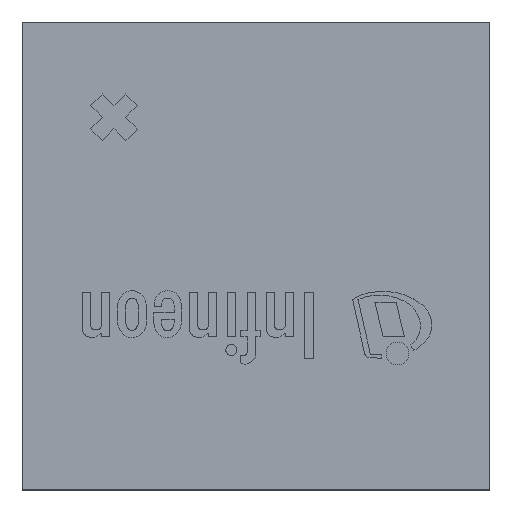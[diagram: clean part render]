
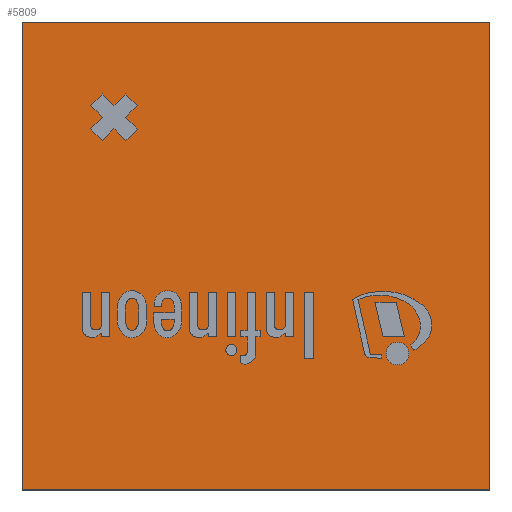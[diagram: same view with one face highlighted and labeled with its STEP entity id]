
A CAD part, top view. The second image highlights one B-rep face of the part: STEP entity #5809.
In plain terms, the highlighted planar face has unit normal (0, 0, 1).
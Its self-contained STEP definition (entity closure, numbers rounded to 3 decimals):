
#167=FACE_BOUND('',#758,.T.);
#393=FACE_OUTER_BOUND('',#757,.T.);
#757=EDGE_LOOP('',(#4647,#4648,#4649,#4650));
#758=EDGE_LOOP('',(#4651,#4652,#4653,#4654,#4655,#4656,#4657,#4658,#4659,
#4660,#4661,#4662));
#1332=LINE('',#8666,#2075);
#1336=LINE('',#8673,#2079);
#1339=LINE('',#8679,#2082);
#1342=LINE('',#8685,#2085);
#1345=LINE('',#8691,#2088);
#1348=LINE('',#8697,#2091);
#1351=LINE('',#8703,#2094);
#1354=LINE('',#8709,#2097);
#1357=LINE('',#8715,#2100);
#1360=LINE('',#8721,#2103);
#1363=LINE('',#8727,#2106);
#1365=LINE('',#8730,#2108);
#1368=LINE('',#8739,#2111);
#1371=LINE('',#8745,#2114);
#1374=LINE('',#8751,#2117);
#1377=LINE('',#8755,#2120);
#2075=VECTOR('',#7154,1.);
#2079=VECTOR('',#7160,1.);
#2082=VECTOR('',#7165,1.);
#2085=VECTOR('',#7170,1.);
#2088=VECTOR('',#7175,1.);
#2091=VECTOR('',#7180,1.);
#2094=VECTOR('',#7185,1.);
#2097=VECTOR('',#7190,1.);
#2100=VECTOR('',#7195,1.);
#2103=VECTOR('',#7200,1.);
#2106=VECTOR('',#7205,1.);
#2108=VECTOR('',#7209,1.);
#2111=VECTOR('',#7216,1.);
#2114=VECTOR('',#7221,1.);
#2117=VECTOR('',#7226,1.);
#2120=VECTOR('',#7231,1.);
#2672=VERTEX_POINT('',#8663);
#2673=VERTEX_POINT('',#8665);
#2675=VERTEX_POINT('',#8671);
#2677=VERTEX_POINT('',#8677);
#2679=VERTEX_POINT('',#8683);
#2681=VERTEX_POINT('',#8689);
#2683=VERTEX_POINT('',#8695);
#2685=VERTEX_POINT('',#8701);
#2687=VERTEX_POINT('',#8707);
#2689=VERTEX_POINT('',#8713);
#2691=VERTEX_POINT('',#8719);
#2693=VERTEX_POINT('',#8725);
#2696=VERTEX_POINT('',#8736);
#2697=VERTEX_POINT('',#8738);
#2699=VERTEX_POINT('',#8744);
#2701=VERTEX_POINT('',#8750);
#3344=EDGE_CURVE('',#2673,#2672,#1332,.T.);
#3348=EDGE_CURVE('',#2672,#2675,#1336,.T.);
#3351=EDGE_CURVE('',#2675,#2677,#1339,.T.);
#3354=EDGE_CURVE('',#2677,#2679,#1342,.T.);
#3357=EDGE_CURVE('',#2679,#2681,#1345,.T.);
#3360=EDGE_CURVE('',#2681,#2683,#1348,.T.);
#3363=EDGE_CURVE('',#2683,#2685,#1351,.T.);
#3366=EDGE_CURVE('',#2685,#2687,#1354,.T.);
#3369=EDGE_CURVE('',#2687,#2689,#1357,.T.);
#3372=EDGE_CURVE('',#2689,#2691,#1360,.T.);
#3375=EDGE_CURVE('',#2691,#2693,#1363,.T.);
#3377=EDGE_CURVE('',#2693,#2673,#1365,.T.);
#3380=EDGE_CURVE('',#2697,#2696,#1368,.T.);
#3383=EDGE_CURVE('',#2699,#2697,#1371,.T.);
#3386=EDGE_CURVE('',#2701,#2699,#1374,.T.);
#3389=EDGE_CURVE('',#2696,#2701,#1377,.T.);
#4647=ORIENTED_EDGE('',*,*,#3389,.T.);
#4648=ORIENTED_EDGE('',*,*,#3386,.T.);
#4649=ORIENTED_EDGE('',*,*,#3383,.T.);
#4650=ORIENTED_EDGE('',*,*,#3380,.T.);
#4651=ORIENTED_EDGE('',*,*,#3344,.T.);
#4652=ORIENTED_EDGE('',*,*,#3348,.T.);
#4653=ORIENTED_EDGE('',*,*,#3351,.T.);
#4654=ORIENTED_EDGE('',*,*,#3354,.T.);
#4655=ORIENTED_EDGE('',*,*,#3357,.T.);
#4656=ORIENTED_EDGE('',*,*,#3360,.T.);
#4657=ORIENTED_EDGE('',*,*,#3363,.T.);
#4658=ORIENTED_EDGE('',*,*,#3366,.T.);
#4659=ORIENTED_EDGE('',*,*,#3369,.T.);
#4660=ORIENTED_EDGE('',*,*,#3372,.T.);
#4661=ORIENTED_EDGE('',*,*,#3375,.T.);
#4662=ORIENTED_EDGE('',*,*,#3377,.T.);
#5484=PLANE('',#6190);
#5809=ADVANCED_FACE('',(#393,#167),#5484,.T.);
#6190=AXIS2_PLACEMENT_3D('',#8757,#7234,#7235);
#7154=DIRECTION('',(-0.707,0.707,0.));
#7160=DIRECTION('',(-0.707,-0.707,0.));
#7165=DIRECTION('',(-0.707,0.707,0.));
#7170=DIRECTION('',(0.707,0.707,0.));
#7175=DIRECTION('',(-0.707,0.707,0.));
#7180=DIRECTION('',(0.707,0.707,0.));
#7185=DIRECTION('',(0.707,-0.707,0.));
#7190=DIRECTION('',(0.707,0.707,0.));
#7195=DIRECTION('',(0.707,-0.707,0.));
#7200=DIRECTION('',(-0.707,-0.707,0.));
#7205=DIRECTION('',(0.707,-0.707,0.));
#7209=DIRECTION('',(-0.707,-0.707,0.));
#7216=DIRECTION('',(0.,1.,0.));
#7221=DIRECTION('',(1.,0.,0.));
#7226=DIRECTION('',(0.,-1.,0.));
#7231=DIRECTION('',(-1.,0.,0.));
#7234=DIRECTION('center_axis',(0.,0.,1.));
#7235=DIRECTION('ref_axis',(1.,0.,0.));
#8663=CARTESIAN_POINT('',(-0.607,0.543,0.64));
#8665=CARTESIAN_POINT('',(-0.556,0.492,0.64));
#8666=CARTESIAN_POINT('',(-0.32,0.256,0.64));
#8671=CARTESIAN_POINT('',(-0.657,0.493,0.64));
#8673=CARTESIAN_POINT('',(-0.616,0.534,0.64));
#8677=CARTESIAN_POINT('',(-0.707,0.543,0.64));
#8679=CARTESIAN_POINT('',(-0.394,0.231,0.64));
#8683=CARTESIAN_POINT('',(-0.657,0.593,0.64));
#8685=CARTESIAN_POINT('',(-0.641,0.609,0.64));
#8689=CARTESIAN_POINT('',(-0.707,0.643,0.64));
#8691=CARTESIAN_POINT('',(-0.369,0.305,0.64));
#8695=CARTESIAN_POINT('',(-0.657,0.692,0.64));
#8697=CARTESIAN_POINT('',(-0.666,0.684,0.64));
#8701=CARTESIAN_POINT('',(-0.607,0.642,0.64));
#8703=CARTESIAN_POINT('',(-0.295,0.33,0.64));
#8707=CARTESIAN_POINT('',(-0.557,0.692,0.64));
#8709=CARTESIAN_POINT('',(-0.591,0.659,0.64));
#8713=CARTESIAN_POINT('',(-0.508,0.643,0.64));
#8715=CARTESIAN_POINT('',(-0.22,0.355,0.64));
#8719=CARTESIAN_POINT('',(-0.558,0.593,0.64));
#8721=CARTESIAN_POINT('',(-0.567,0.584,0.64));
#8725=CARTESIAN_POINT('',(-0.507,0.542,0.64));
#8727=CARTESIAN_POINT('',(-0.245,0.28,0.64));
#8730=CARTESIAN_POINT('',(-0.54,0.508,0.64));
#8736=CARTESIAN_POINT('',(1.,1.,0.64));
#8738=CARTESIAN_POINT('',(1.,-1.,0.64));
#8739=CARTESIAN_POINT('',(1.,1.,0.64));
#8744=CARTESIAN_POINT('',(-1.,-1.,0.64));
#8745=CARTESIAN_POINT('',(1.,-1.,0.64));
#8750=CARTESIAN_POINT('',(-1.,1.,0.64));
#8751=CARTESIAN_POINT('',(-1.,-1.,0.64));
#8755=CARTESIAN_POINT('',(-1.,1.,0.64));
#8757=CARTESIAN_POINT('Origin',(0.,0.,0.64));
